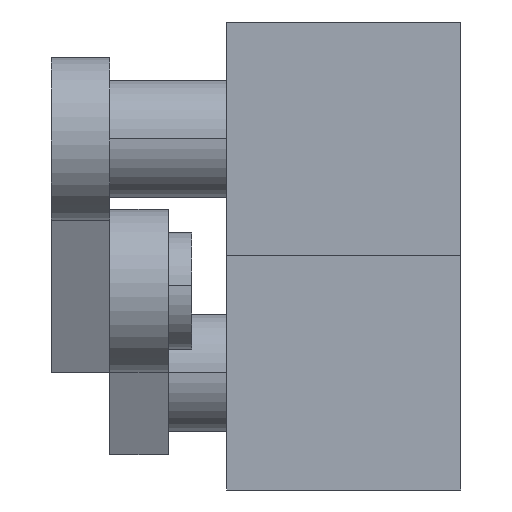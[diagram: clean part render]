
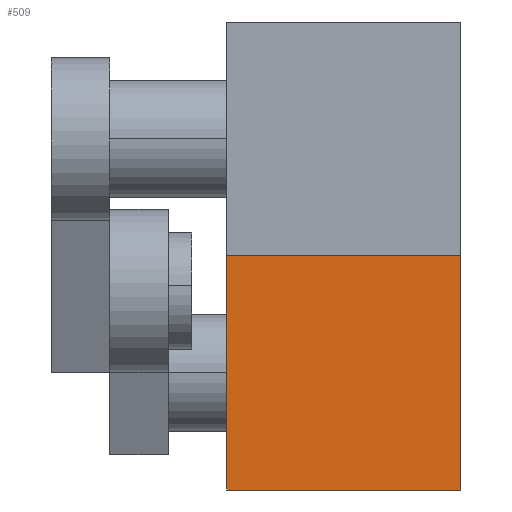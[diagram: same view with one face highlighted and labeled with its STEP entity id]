
A CAD part, left-side view. The second image highlights one B-rep face of the part: STEP entity #509.
In plain terms, the highlighted planar face has unit normal (-1, 0, 0).
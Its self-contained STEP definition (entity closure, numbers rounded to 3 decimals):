
#440=CARTESIAN_POINT('Line Origine',(-278.127,12.7,0.)) ;
#444=CARTESIAN_POINT('Vertex',(-278.127,12.7,-12.7)) ;
#446=CARTESIAN_POINT('Vertex',(-278.127,12.7,12.7)) ;
#479=CARTESIAN_POINT('Axis2P3D Location',(-278.127,0.,0.)) ;
#484=CARTESIAN_POINT('Line Origine',(-278.127,0.,-12.7)) ;
#488=CARTESIAN_POINT('Vertex',(-278.127,-12.7,-12.7)) ;
#491=CARTESIAN_POINT('Line Origine',(-278.127,-12.7,0.)) ;
#495=CARTESIAN_POINT('Vertex',(-278.127,-12.7,12.7)) ;
#498=CARTESIAN_POINT('Line Origine',(-278.127,0.,12.7)) ;
#441=DIRECTION('Vector Direction',(0.,0.,-1.)) ;
#480=DIRECTION('Axis2P3D Direction',(1.,0.,0.)) ;
#481=DIRECTION('Axis2P3D XDirection',(0.,1.,0.)) ;
#485=DIRECTION('Vector Direction',(0.,-1.,0.)) ;
#492=DIRECTION('Vector Direction',(0.,0.,1.)) ;
#499=DIRECTION('Vector Direction',(0.,1.,0.)) ;
#482=AXIS2_PLACEMENT_3D('Plane Axis2P3D',#479,#480,#481) ;
#504=ORIENTED_EDGE('',*,*,#448,.F.) ;
#505=ORIENTED_EDGE('',*,*,#490,.F.) ;
#506=ORIENTED_EDGE('',*,*,#497,.F.) ;
#507=ORIENTED_EDGE('',*,*,#502,.F.) ;
#442=VECTOR('Line Direction',#441,1.) ;
#486=VECTOR('Line Direction',#485,1.) ;
#493=VECTOR('Line Direction',#492,1.) ;
#500=VECTOR('Line Direction',#499,1.) ;
#509=ADVANCED_FACE('PartBody',(#508),#483,.F.) ;
#448=EDGE_CURVE('',#445,#447,#443,.F.) ;
#490=EDGE_CURVE('',#489,#445,#487,.F.) ;
#497=EDGE_CURVE('',#496,#489,#494,.F.) ;
#502=EDGE_CURVE('',#447,#496,#501,.F.) ;
#503=EDGE_LOOP('',(#504,#505,#506,#507)) ;
#508=FACE_OUTER_BOUND('',#503,.T.) ;
#443=LINE('Line',#440,#442) ;
#487=LINE('Line',#484,#486) ;
#494=LINE('Line',#491,#493) ;
#501=LINE('Line',#498,#500) ;
#483=PLANE('Plane',#482) ;
#445=VERTEX_POINT('',#444) ;
#447=VERTEX_POINT('',#446) ;
#489=VERTEX_POINT('',#488) ;
#496=VERTEX_POINT('',#495) ;
